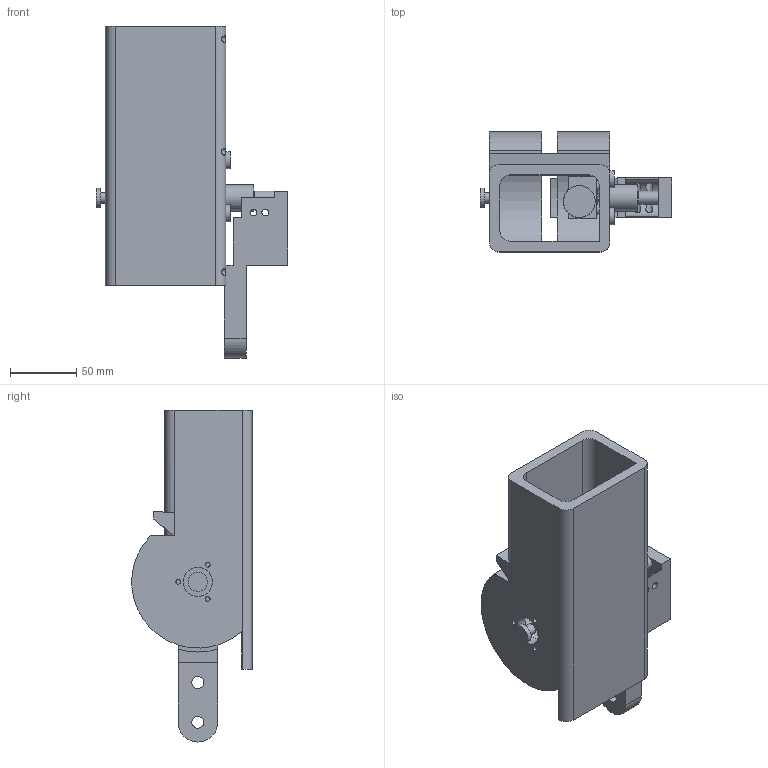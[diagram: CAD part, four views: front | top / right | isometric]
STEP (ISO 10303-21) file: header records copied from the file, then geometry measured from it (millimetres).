
FILE_DESCRIPTION(/* description */ (''),/* implementation_level */ '2;1');
FILE_NAME(/* name */ 'BicepFR.stp',/* time_stamp */ '2025-10-24T01:02:19-05:00',/* author */ ('aul12'),/* organization */ (''),/* preprocessor_version */ 'ST-DEVELOPER v19.2',/* originating_system */ 'Autodesk Inventor 2024',/* authorisation */ '');
FILE_SCHEMA (('AUTOMOTIVE_DESIGN { 1 0 10303 214 3 1 1 }'));
Length unit declared in the file: millimetre
Products named in the file (6): BicepFR; BicepFR_1; DCMotor12V6RPM; 6-10mmCoupler; RotaryEncoderConnector; OutputConnector
Assembly tree (5 placements, depth 2):
  BicepFR
    BicepFR_1
    DCMotor12V6RPM
    6-10mmCoupler
    RotaryEncoderConnector
    OutputConnector
Bounding box: 145 x 90.85 x 251 mm (x, y, z)
Volume: 606078.4 mm3; surface area: 160430.1 mm2
Topology: 5 solids, 5 shells, 148 faces, 350 edges, 234 vertices
Faces by surface type: plane 77, cylinder 66, cone 5
Full cylindrical faces by diameter (mm): 3 x9, 3.5 x3, 4 x4, 5.25 x9, 6 x1, 7 x4, 8 x1, 9 x2, 10 x2, 13 x4, 14.5 x1, 17 x2, 20 x1, 22 x1, 24 x1, 28 x1
Entity records: 4838 total; most frequent: CARTESIAN_POINT 1042, DIRECTION 779, ORIENTED_EDGE 690, EDGE_CURVE 345, AXIS2_PLACEMENT_3D 291, VERTEX_POINT 234, EDGE_LOOP 209, LINE 197
